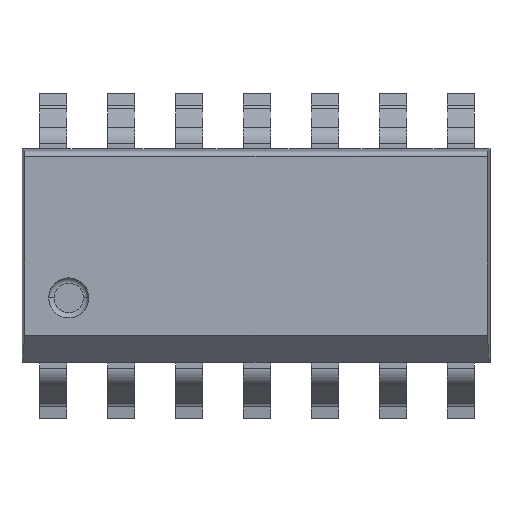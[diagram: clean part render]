
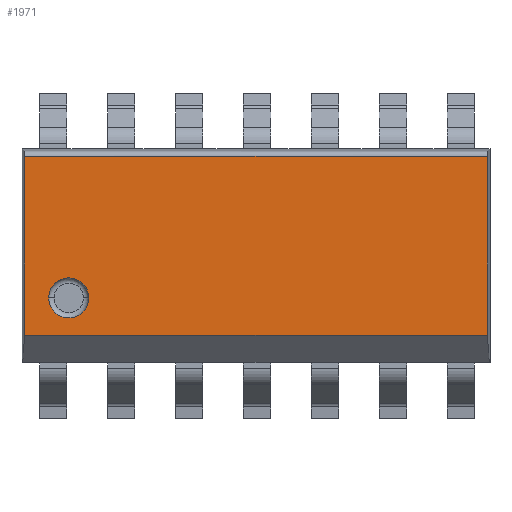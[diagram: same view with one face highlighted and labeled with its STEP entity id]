
A CAD part, top view. The second image highlights one B-rep face of the part: STEP entity #1971.
In plain terms, the highlighted planar face has unit normal (0, 0, 1).
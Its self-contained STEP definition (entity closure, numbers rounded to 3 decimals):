
#482 = LINE ( 'NONE', #2964, #3977 ) ;
#639 = AXIS2_PLACEMENT_3D ( 'NONE', #5366, #4605, #6835 ) ;
#870 = CARTESIAN_POINT ( 'NONE',  ( -4.326, -1.486, 0.825 ) ) ;
#1140 = EDGE_CURVE ( 'NONE', #7526, #8537, #2886, .T. ) ;
#1233 = ORIENTED_EDGE ( 'NONE', *, *, #1140, .F. ) ;
#1360 = DIRECTION ( 'NONE',  ( -1., 0., 0. ) ) ;
#1461 = LINE ( 'NONE', #6656, #7320 ) ;
#1751 = DIRECTION ( 'NONE',  ( 1., 0., 0. ) ) ;
#1943 = DIRECTION ( 'NONE',  ( 0., 1., 0. ) ) ;
#1971 = ADVANCED_FACE ( 'NONE', ( #7530, #5529 ), #7937, .T. ) ;
#2495 = CARTESIAN_POINT ( 'NONE',  ( 0., 0., 0.825 ) ) ;
#2534 = CARTESIAN_POINT ( 'NONE',  ( -4.326, 1.858, 0.825 ) ) ;
#2886 = CIRCLE ( 'NONE', #5487, 0.375 ) ;
#2964 = CARTESIAN_POINT ( 'NONE',  ( -4.326, 1.858, 0.825 ) ) ;
#3261 = EDGE_CURVE ( 'NONE', #7268, #9589, #9451, .T. ) ;
#3387 = ORIENTED_EDGE ( 'NONE', *, *, #3261, .T. ) ;
#3441 = DIRECTION ( 'NONE',  ( 1., 0., 0. ) ) ;
#3893 = VERTEX_POINT ( 'NONE', #2534 ) ;
#3977 = VECTOR ( 'NONE', #1360, 1000. ) ;
#4085 = ORIENTED_EDGE ( 'NONE', *, *, #4941, .T. ) ;
#4164 = CARTESIAN_POINT ( 'NONE',  ( 4.326, -2., 0.825 ) ) ;
#4170 = CARTESIAN_POINT ( 'NONE',  ( -3.5, -0.786, 0.825 ) ) ;
#4475 = EDGE_LOOP ( 'NONE', ( #1233, #9365 ) ) ;
#4605 = DIRECTION ( 'NONE',  ( 0., 0., 1. ) ) ;
#4941 = EDGE_CURVE ( 'NONE', #3893, #8491, #8698, .T. ) ;
#5104 = DIRECTION ( 'NONE',  ( 0., -1., 0. ) ) ;
#5126 = EDGE_LOOP ( 'NONE', ( #3387, #6636, #4085, #9736 ) ) ;
#5141 = CARTESIAN_POINT ( 'NONE',  ( 4.326, 1.858, 0.825 ) ) ;
#5366 = CARTESIAN_POINT ( 'NONE',  ( -3.5, -0.786, 0.825 ) ) ;
#5487 = AXIS2_PLACEMENT_3D ( 'NONE', #4170, #6461, #3441 ) ;
#5529 = FACE_OUTER_BOUND ( 'NONE', #5126, .T. ) ;
#6426 = DIRECTION ( 'NONE',  ( 0., 0., 1. ) ) ;
#6461 = DIRECTION ( 'NONE',  ( 0., 0., 1. ) ) ;
#6497 = EDGE_CURVE ( 'NONE', #7268, #8491, #1461, .T. ) ;
#6528 = DIRECTION ( 'NONE',  ( -1., 0., 0. ) ) ;
#6634 = CARTESIAN_POINT ( 'NONE',  ( -4.326, 2., 0.825 ) ) ;
#6636 = ORIENTED_EDGE ( 'NONE', *, *, #7179, .T. ) ;
#6656 = CARTESIAN_POINT ( 'NONE',  ( 0., -1.486, 0.825 ) ) ;
#6835 = DIRECTION ( 'NONE',  ( 1., 0., 0. ) ) ;
#7179 = EDGE_CURVE ( 'NONE', #9589, #3893, #482, .T. ) ;
#7203 = CARTESIAN_POINT ( 'NONE',  ( -3.125, -0.786, 0.825 ) ) ;
#7268 = VERTEX_POINT ( 'NONE', #9270 ) ;
#7320 = VECTOR ( 'NONE', #6528, 1000. ) ;
#7526 = VERTEX_POINT ( 'NONE', #7203 ) ;
#7530 = FACE_BOUND ( 'NONE', #4475, .T. ) ;
#7789 = CARTESIAN_POINT ( 'NONE',  ( -3.875, -0.786, 0.825 ) ) ;
#7937 = PLANE ( 'NONE',  #8938 ) ;
#8057 = EDGE_CURVE ( 'NONE', #8537, #7526, #9768, .T. ) ;
#8491 = VERTEX_POINT ( 'NONE', #870 ) ;
#8537 = VERTEX_POINT ( 'NONE', #7789 ) ;
#8698 = LINE ( 'NONE', #6634, #8822 ) ;
#8822 = VECTOR ( 'NONE', #5104, 1000. ) ;
#8938 = AXIS2_PLACEMENT_3D ( 'NONE', #2495, #6426, #1751 ) ;
#9193 = VECTOR ( 'NONE', #1943, 1000. ) ;
#9270 = CARTESIAN_POINT ( 'NONE',  ( 4.326, -1.486, 0.825 ) ) ;
#9365 = ORIENTED_EDGE ( 'NONE', *, *, #8057, .F. ) ;
#9451 = LINE ( 'NONE', #4164, #9193 ) ;
#9589 = VERTEX_POINT ( 'NONE', #5141 ) ;
#9736 = ORIENTED_EDGE ( 'NONE', *, *, #6497, .F. ) ;
#9768 = CIRCLE ( 'NONE', #639, 0.375 ) ;
